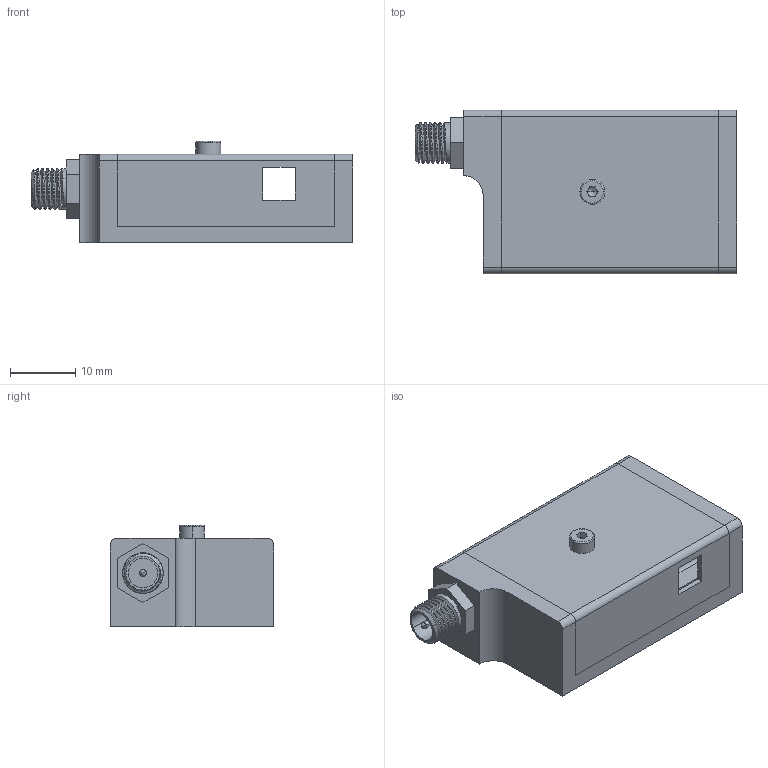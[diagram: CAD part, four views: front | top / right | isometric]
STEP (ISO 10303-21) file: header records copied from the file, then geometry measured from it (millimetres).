
FILE_DESCRIPTION (( 'STEP AP203' ), '1' );
FILE_NAME ('装配.STEP', '2018-08-21T02:23:52', ( '微软用户' ), ( '微软中国' ), 'SwSTEP 2.0', 'SolidWorks 2014', '' );
FILE_SCHEMA (( 'CONFIG_CONTROL_DESIGN' ));
Length unit declared in the file: millimetre
Products named in the file (1): 蚾饜
Bounding box: 49.2 x 25 x 15.5 mm (x, y, z)
Volume: 8528 mm3; surface area: 9631.7 mm2
Topology: 10 solids, 10 shells, 286 faces, 745 edges, 478 vertices
Faces by surface type: plane 138, cylinder 108, cone 28, torus 8, sphere 2, bspline 2
Entity records: 9575 total; most frequent: CARTESIAN_POINT 2531, ORIENTED_EDGE 1458, DIRECTION 1426, EDGE_CURVE 729, AXIS2_PLACEMENT_3D 490, VERTEX_POINT 476, LINE 446, VECTOR 446
